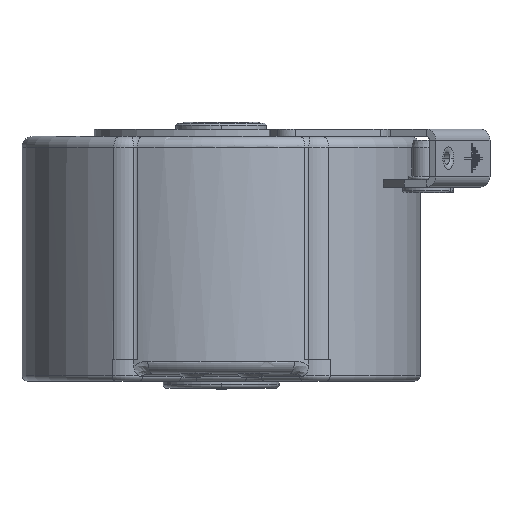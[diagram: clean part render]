
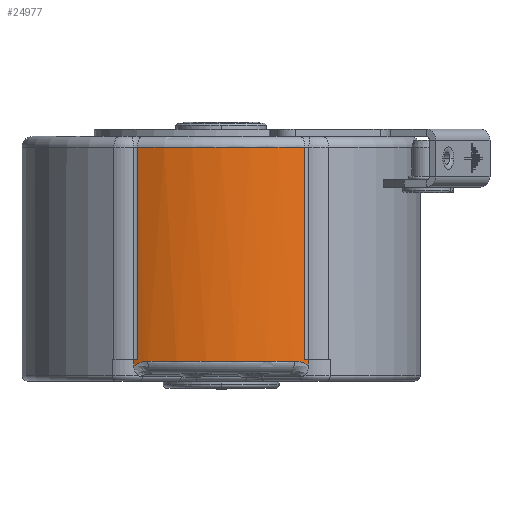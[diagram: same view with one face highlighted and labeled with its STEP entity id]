
A CAD part, front view. The second image highlights one B-rep face of the part: STEP entity #24977.
In plain terms, the highlighted cylindrical face has radius 53 mm (diameter 106 mm), a partial arc.
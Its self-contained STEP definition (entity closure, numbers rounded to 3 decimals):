
#1387=CARTESIAN_POINT('',(0.,0.,1.));
#1388=DIRECTION('',(0.,0.,1.));
#1389=DIRECTION('',(-0.455,-0.891,0.));
#1390=AXIS2_PLACEMENT_3D('',#1387,#1388,#1389);
#1407=DIRECTION('',(0.,0.,-1.));
#1408=VECTOR('',#1407,1.909);
#1409=CARTESIAN_POINT('',(24.096,-47.206,1.));
#1410=LINE('',#1409,#1408);
#1411=CARTESIAN_POINT('',(24.096,-47.206,
-0.909));
#1412=CARTESIAN_POINT('',(24.03,-47.239,
-0.847));
#1413=CARTESIAN_POINT('',(23.893,-47.309,
-0.727));
#1414=CARTESIAN_POINT('',(23.67,-47.421,
-0.553));
#1415=CARTESIAN_POINT('',(23.43,-47.54,
-0.389));
#1416=CARTESIAN_POINT('',(23.175,-47.665,
-0.234));
#1417=CARTESIAN_POINT('',(22.903,-47.797,
-0.091));
#1418=CARTESIAN_POINT('',(22.614,-47.934,
0.04));
#1419=CARTESIAN_POINT('',(22.31,-48.076,
0.157));
#1420=CARTESIAN_POINT('',(21.99,-48.223,
0.259));
#1421=CARTESIAN_POINT('',(21.656,-48.374,
0.344));
#1422=CARTESIAN_POINT('',(21.309,-48.528,
0.413));
#1423=CARTESIAN_POINT('',(20.949,-48.685,
0.463));
#1424=CARTESIAN_POINT('',(20.579,-48.842,
0.493));
#1425=CARTESIAN_POINT('',(20.327,-48.947,
0.5));
#1426=CARTESIAN_POINT('',(20.2,-49.,
0.5));
#1428=CARTESIAN_POINT('',(0.,0.,0.5));
#1429=DIRECTION('',(0.,0.,-1.));
#1430=DIRECTION('',(0.381,-0.925,0.));
#1431=AXIS2_PLACEMENT_3D('',#1428,#1429,#1430);
#1433=CARTESIAN_POINT('',(-20.2,-49.,
0.5));
#1434=CARTESIAN_POINT('',(-20.328,-48.947,
0.5));
#1435=CARTESIAN_POINT('',(-20.579,-48.842,
0.493));
#1436=CARTESIAN_POINT('',(-20.95,-48.684,
0.463));
#1437=CARTESIAN_POINT('',(-21.309,-48.528,
0.413));
#1438=CARTESIAN_POINT('',(-21.657,-48.374,
0.344));
#1439=CARTESIAN_POINT('',(-21.991,-48.223,
0.258));
#1440=CARTESIAN_POINT('',(-22.31,-48.076,
0.156));
#1441=CARTESIAN_POINT('',(-22.614,-47.934,
0.04));
#1442=CARTESIAN_POINT('',(-22.902,-47.797,
-0.091));
#1443=CARTESIAN_POINT('',(-23.174,-47.665,
-0.234));
#1444=CARTESIAN_POINT('',(-23.43,-47.54,
-0.388));
#1445=CARTESIAN_POINT('',(-23.67,-47.421,
-0.553));
#1446=CARTESIAN_POINT('',(-23.893,-47.309,
-0.727));
#1447=CARTESIAN_POINT('',(-24.03,-47.239,
-0.848));
#1448=CARTESIAN_POINT('',(-24.096,-47.206,
-0.909));
#1450=DIRECTION('',(0.,0.,1.));
#1451=VECTOR('',#1450,1.909);
#1452=CARTESIAN_POINT('',(-24.096,-47.206,
-0.909));
#1453=LINE('',#1452,#1451);
#1454=CARTESIAN_POINT('',(0.,0.,59.5));
#1455=DIRECTION('',(0.,0.,-1.));
#1456=DIRECTION('',(0.435,-0.9,0.));
#1457=AXIS2_PLACEMENT_3D('',#1454,#1455,#1456);
#1464=DIRECTION('',(0.,0.,1.));
#1465=VECTOR('',#1464,58.5);
#1466=CARTESIAN_POINT('',(23.08,-47.711,1.));
#1467=LINE('',#1466,#1465);
#1477=CARTESIAN_POINT('',(0.,0.,1.));
#1478=DIRECTION('',(0.,0.,1.));
#1479=DIRECTION('',(0.435,-0.9,0.));
#1480=AXIS2_PLACEMENT_3D('',#1477,#1478,#1479);
#12210=DIRECTION('',(0.,0.,-1.));
#12211=VECTOR('',#12210,58.5);
#12212=CARTESIAN_POINT('',(-23.08,-47.711,59.5));
#12213=LINE('',#12212,#12211);
#20031=CARTESIAN_POINT('',(23.08,-47.711,59.5));
#20032=CARTESIAN_POINT('',(-23.08,-47.711,59.5));
#20033=VERTEX_POINT('',#20031);
#20034=VERTEX_POINT('',#20032);
#21167=VERTEX_POINT('',#1433);
#21168=VERTEX_POINT('',#1448);
#21170=CARTESIAN_POINT('',(20.2,-49.,0.5));
#21171=VERTEX_POINT('',#21170);
#21175=VERTEX_POINT('',#1411);
#21433=CARTESIAN_POINT('',(-24.096,-47.206,1.));
#21434=CARTESIAN_POINT('',(-23.08,-47.711,1.));
#21435=VERTEX_POINT('',#21433);
#21436=VERTEX_POINT('',#21434);
#21437=CARTESIAN_POINT('',(23.08,-47.711,1.));
#21438=CARTESIAN_POINT('',(24.096,-47.206,1.));
#21439=VERTEX_POINT('',#21437);
#21440=VERTEX_POINT('',#21438);
#24951=CARTESIAN_POINT('',(0.,0.,1.));
#24952=DIRECTION('',(0.,0.,1.));
#24953=DIRECTION('',(1.,0.,0.));
#24954=AXIS2_PLACEMENT_3D('',#24951,#24952,#24953);
#24955=CYLINDRICAL_SURFACE('',#24954,53.);
#24957=ORIENTED_EDGE('',*,*,#24956,.F.);
#24959=ORIENTED_EDGE('',*,*,#24958,.T.);
#24961=ORIENTED_EDGE('',*,*,#24960,.T.);
#24963=ORIENTED_EDGE('',*,*,#24962,.T.);
#24965=ORIENTED_EDGE('',*,*,#24964,.T.);
#24967=ORIENTED_EDGE('',*,*,#24966,.T.);
#24969=ORIENTED_EDGE('',*,*,#24968,.T.);
#24970=ORIENTED_EDGE('',*,*,#24939,.T.);
#24972=ORIENTED_EDGE('',*,*,#24971,.F.);
#24974=ORIENTED_EDGE('',*,*,#24973,.F.);
#24975=EDGE_LOOP('',(#24957,#24959,#24961,#24963,#24965,#24967,#24969,#24970,
#24972,#24974));
#24976=FACE_OUTER_BOUND('',#24975,.F.);
#1391=CIRCLE('',#1390,53.);
#1427=B_SPLINE_CURVE_WITH_KNOTS('',3,(#1411,#1412,#1413,#1414,#1415,#1416,#1417,
#1418,#1419,#1420,#1421,#1422,#1423,#1424,#1425,#1426),.UNSPECIFIED.,.F.,.F.,(4,
1,1,1,1,1,1,1,1,1,1,1,1,4),(0.,0.077,0.154,
0.231,0.308,0.385,0.462,
0.538,0.615,0.692,0.769,
0.846,0.923,1.),.UNSPECIFIED.);
#1432=CIRCLE('',#1431,53.);
#1449=B_SPLINE_CURVE_WITH_KNOTS('',3,(#1433,#1434,#1435,#1436,#1437,#1438,#1439,
#1440,#1441,#1442,#1443,#1444,#1445,#1446,#1447,#1448),.UNSPECIFIED.,.F.,.F.,(4,
1,1,1,1,1,1,1,1,1,1,1,1,4),(0.,0.077,0.154,
0.231,0.308,0.385,0.462,
0.538,0.615,0.692,0.769,
0.846,0.923,1.),.UNSPECIFIED.);
#1458=CIRCLE('',#1457,53.);
#1481=CIRCLE('',#1480,53.);
#24939=EDGE_CURVE('',#21435,#21436,#1391,.T.);
#24956=EDGE_CURVE('',#21439,#20033,#1467,.T.);
#24958=EDGE_CURVE('',#21439,#21440,#1481,.T.);
#24960=EDGE_CURVE('',#21440,#21175,#1410,.T.);
#24962=EDGE_CURVE('',#21175,#21171,#1427,.T.);
#24964=EDGE_CURVE('',#21171,#21167,#1432,.T.);
#24966=EDGE_CURVE('',#21167,#21168,#1449,.T.);
#24968=EDGE_CURVE('',#21168,#21435,#1453,.T.);
#24971=EDGE_CURVE('',#20034,#21436,#12213,.T.);
#24973=EDGE_CURVE('',#20033,#20034,#1458,.T.);
#24977=ADVANCED_FACE('',(#24976),#24955,.T.);
